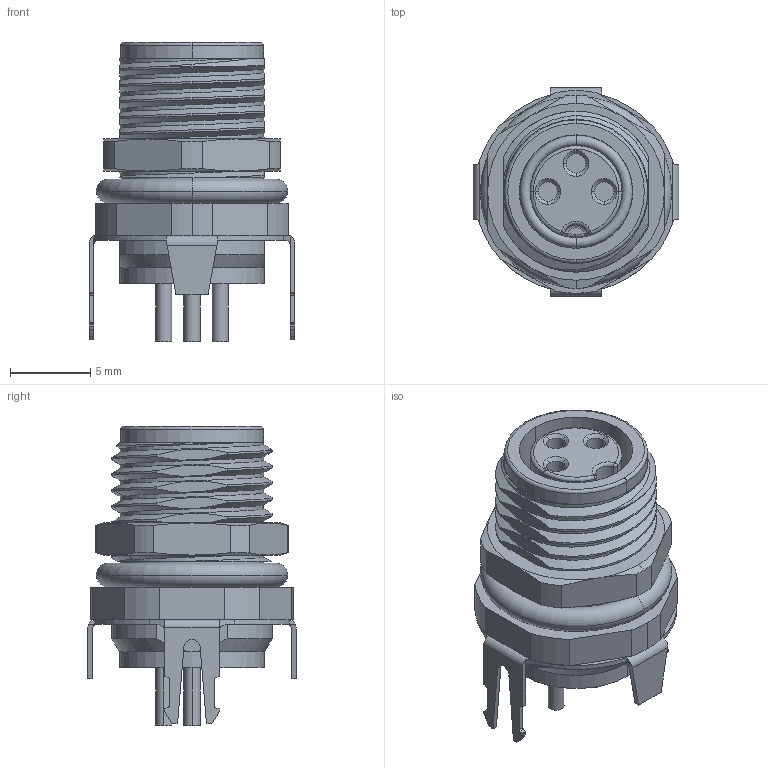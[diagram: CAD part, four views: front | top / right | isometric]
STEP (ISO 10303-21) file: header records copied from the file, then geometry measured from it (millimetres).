
FILE_DESCRIPTION(('STEP AP242'),'1');
FILE_NAME('t4041037031-000.stp','2022-10-20T01:31:50',('TraceParts'),('TraceParts S.A.'),'Spatial InterOp 3D',' ',' ');
FILE_SCHEMA(('AP242_MANAGED_MODEL_BASED_3D_ENGINEERING_MIM_LF {1 0 10303 442 1 1 4}'));
Length unit declared in the file: millimetre
Products named in the file (1): t4041037031-000
Bounding box: 12.8 x 13 x 18.6 mm (x, y, z)
Volume: 1201.8 mm3; surface area: 1329.4 mm2
Topology: 1 solids, 1 shells, 293 faces, 755 edges, 478 vertices
Faces by surface type: plane 118, cylinder 104, cone 37, torus 17, bspline 15, sphere 2
Entity records: 12594 total; most frequent: CARTESIAN_POINT 5583, ORIENTED_EDGE 1510, DIRECTION 1416, EDGE_CURVE 755, AXIS2_PLACEMENT_3D 536, VERTEX_POINT 478, LINE 344, VECTOR 344
